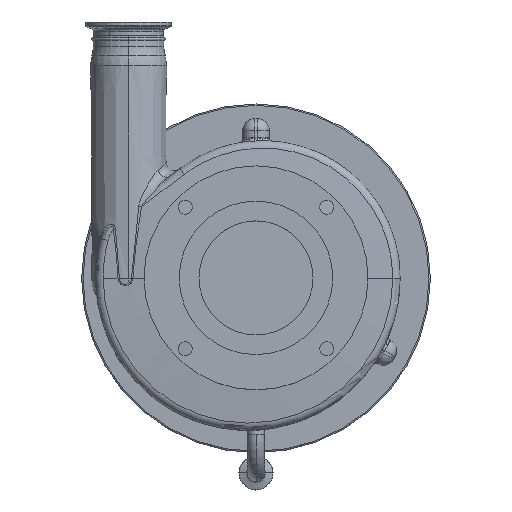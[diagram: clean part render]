
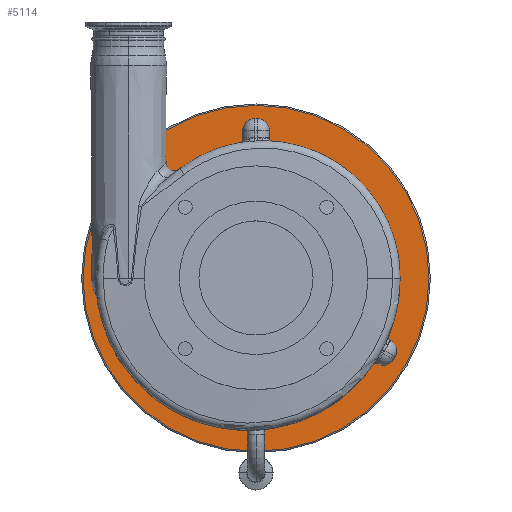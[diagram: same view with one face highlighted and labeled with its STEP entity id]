
A CAD part, top view. The second image highlights one B-rep face of the part: STEP entity #5114.
In plain terms, the highlighted planar face has unit normal (0, 0, 1).
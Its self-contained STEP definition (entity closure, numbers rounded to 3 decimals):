
#156 = CARTESIAN_POINT ( 'NONE',  ( 0., 0., -58.5 ) ) ;
#177 = CARTESIAN_POINT ( 'NONE',  ( 0., 0., -58.5 ) ) ;
#217 = DIRECTION ( 'NONE',  ( 1., 0., 0. ) ) ;
#264 = CARTESIAN_POINT ( 'NONE',  ( -104.397, -54.5, -58.5 ) ) ;
#651 = FACE_OUTER_BOUND ( 'NONE', #13952, .T. ) ;
#894 = FACE_BOUND ( 'NONE', #10331, .T. ) ;
#1186 = AXIS2_PLACEMENT_3D ( 'NONE', #156, #4950, #3767 ) ;
#1689 = CIRCLE ( 'NONE', #1941, 97. ) ;
#1713 = CARTESIAN_POINT ( 'NONE',  ( -10., 109., -58.5 ) ) ;
#1909 = CARTESIAN_POINT ( 'NONE',  ( 0., 109., -58.5 ) ) ;
#1941 = AXIS2_PLACEMENT_3D ( 'NONE', #177, #9696, #5056 ) ;
#1986 = AXIS2_PLACEMENT_3D ( 'NONE', #15477, #3336, #8191 ) ;
#2153 = DIRECTION ( 'NONE',  ( -1., 0., 0. ) ) ;
#2173 = ORIENTED_EDGE ( 'NONE', *, *, #7817, .T. ) ;
#2249 = CARTESIAN_POINT ( 'NONE',  ( 94.397, -54.5, -58.5 ) ) ;
#2481 = DIRECTION ( 'NONE',  ( 0., 0., -1. ) ) ;
#2613 = ORIENTED_EDGE ( 'NONE', *, *, #3017, .T. ) ;
#2786 = ORIENTED_EDGE ( 'NONE', *, *, #9013, .T. ) ;
#2913 = EDGE_LOOP ( 'NONE', ( #14668, #2786 ) ) ;
#3017 = EDGE_CURVE ( 'NONE', #12997, #15801, #5579, .T. ) ;
#3247 = EDGE_CURVE ( 'NONE', #12181, #3367, #4822, .T. ) ;
#3334 = VERTEX_POINT ( 'NONE', #14676 ) ;
#3336 = DIRECTION ( 'NONE',  ( 0., 0., -1. ) ) ;
#3367 = VERTEX_POINT ( 'NONE', #8510 ) ;
#3382 = CARTESIAN_POINT ( 'NONE',  ( 0., 64.295, -58.5 ) ) ;
#3438 = ORIENTED_EDGE ( 'NONE', *, *, #8877, .T. ) ;
#3720 = CIRCLE ( 'NONE', #1186, 129. ) ;
#3767 = DIRECTION ( 'NONE',  ( 1., 0., 0. ) ) ;
#4031 = VERTEX_POINT ( 'NONE', #4136 ) ;
#4136 = CARTESIAN_POINT ( 'NONE',  ( 129., 0., -58.5 ) ) ;
#4573 = FACE_BOUND ( 'NONE', #5895, .T. ) ;
#4774 = CIRCLE ( 'NONE', #1986, 10. ) ;
#4822 = CIRCLE ( 'NONE', #11691, 10. ) ;
#4907 = VERTEX_POINT ( 'NONE', #1713 ) ;
#4950 = DIRECTION ( 'NONE',  ( 0., 0., 1. ) ) ;
#5033 = CIRCLE ( 'NONE', #13968, 10. ) ;
#5056 = DIRECTION ( 'NONE',  ( -1., 0., 0. ) ) ;
#5114 = ADVANCED_FACE ( 'NONE', ( #7999, #5444, #894, #4573, #651 ), #15205, .F. ) ;
#5286 = CARTESIAN_POINT ( 'NONE',  ( 104.397, -54.5, -58.5 ) ) ;
#5444 = FACE_BOUND ( 'NONE', #10148, .T. ) ;
#5527 = DIRECTION ( 'NONE',  ( -1., 0., 0. ) ) ;
#5579 = CIRCLE ( 'NONE', #11186, 10. ) ;
#5895 = EDGE_LOOP ( 'NONE', ( #13801, #10139 ) ) ;
#6083 = ORIENTED_EDGE ( 'NONE', *, *, #3247, .T. ) ;
#6290 = CIRCLE ( 'NONE', #10396, 129. ) ;
#6427 = VERTEX_POINT ( 'NONE', #10932 ) ;
#7219 = ORIENTED_EDGE ( 'NONE', *, *, #8762, .T. ) ;
#7425 = EDGE_CURVE ( 'NONE', #10126, #6427, #1689, .T. ) ;
#7817 = EDGE_CURVE ( 'NONE', #15053, #4031, #3720, .T. ) ;
#7999 = FACE_BOUND ( 'NONE', #2913, .T. ) ;
#8191 = DIRECTION ( 'NONE',  ( -1., 0., 0. ) ) ;
#8207 = DIRECTION ( 'NONE',  ( 0., 0., -1. ) ) ;
#8444 = AXIS2_PLACEMENT_3D ( 'NONE', #13384, #9799, #10984 ) ;
#8473 = DIRECTION ( 'NONE',  ( 0., 0., -1. ) ) ;
#8510 = CARTESIAN_POINT ( 'NONE',  ( 84.397, -54.5, -58.5 ) ) ;
#8762 = EDGE_CURVE ( 'NONE', #3367, #12181, #5033, .T. ) ;
#8877 = EDGE_CURVE ( 'NONE', #4031, #15053, #6290, .T. ) ;
#8992 = CARTESIAN_POINT ( 'NONE',  ( 0., 109., -58.5 ) ) ;
#9013 = EDGE_CURVE ( 'NONE', #4907, #3334, #10159, .T. ) ;
#9074 = DIRECTION ( 'NONE',  ( 0., 0., -1. ) ) ;
#9203 = DIRECTION ( 'NONE',  ( 0., 0., -1. ) ) ;
#9444 = AXIS2_PLACEMENT_3D ( 'NONE', #3382, #9203, #5527 ) ;
#9446 = DIRECTION ( 'NONE',  ( -1., 0., 0. ) ) ;
#9696 = DIRECTION ( 'NONE',  ( 0., 0., -1. ) ) ;
#9757 = DIRECTION ( 'NONE',  ( 0., 0., -1. ) ) ;
#9799 = DIRECTION ( 'NONE',  ( 0., 0., -1. ) ) ;
#9813 = DIRECTION ( 'NONE',  ( -1., 0., 0. ) ) ;
#10061 = EDGE_CURVE ( 'NONE', #6427, #10126, #12513, .T. ) ;
#10126 = VERTEX_POINT ( 'NONE', #13550 ) ;
#10139 = ORIENTED_EDGE ( 'NONE', *, *, #10061, .T. ) ;
#10148 = EDGE_LOOP ( 'NONE', ( #12242, #2613 ) ) ;
#10159 = CIRCLE ( 'NONE', #10928, 10. ) ;
#10331 = EDGE_LOOP ( 'NONE', ( #6083, #7219 ) ) ;
#10396 = AXIS2_PLACEMENT_3D ( 'NONE', #11459, #11243, #217 ) ;
#10897 = EDGE_CURVE ( 'NONE', #3334, #4907, #12520, .T. ) ;
#10928 = AXIS2_PLACEMENT_3D ( 'NONE', #1909, #9074, #2153 ) ;
#10932 = CARTESIAN_POINT ( 'NONE',  ( -97., 0., -58.5 ) ) ;
#10984 = DIRECTION ( 'NONE',  ( -1., 0., 0. ) ) ;
#11186 = AXIS2_PLACEMENT_3D ( 'NONE', #14560, #8473, #9446 ) ;
#11243 = DIRECTION ( 'NONE',  ( 0., 0., 1. ) ) ;
#11459 = CARTESIAN_POINT ( 'NONE',  ( 0., 0., -58.5 ) ) ;
#11542 = CARTESIAN_POINT ( 'NONE',  ( 94.397, -54.5, -58.5 ) ) ;
#11691 = AXIS2_PLACEMENT_3D ( 'NONE', #11542, #8207, #12921 ) ;
#12181 = VERTEX_POINT ( 'NONE', #5286 ) ;
#12242 = ORIENTED_EDGE ( 'NONE', *, *, #14749, .T. ) ;
#12513 = CIRCLE ( 'NONE', #8444, 97. ) ;
#12520 = CIRCLE ( 'NONE', #13316, 10. ) ;
#12921 = DIRECTION ( 'NONE',  ( -1., 0., 0. ) ) ;
#12997 = VERTEX_POINT ( 'NONE', #264 ) ;
#13316 = AXIS2_PLACEMENT_3D ( 'NONE', #8992, #9757, #13425 ) ;
#13384 = CARTESIAN_POINT ( 'NONE',  ( 0., 0., -58.5 ) ) ;
#13425 = DIRECTION ( 'NONE',  ( -1., 0., 0. ) ) ;
#13550 = CARTESIAN_POINT ( 'NONE',  ( 97., 0., -58.5 ) ) ;
#13801 = ORIENTED_EDGE ( 'NONE', *, *, #7425, .T. ) ;
#13859 = CARTESIAN_POINT ( 'NONE',  ( -84.397, -54.5, -58.5 ) ) ;
#13952 = EDGE_LOOP ( 'NONE', ( #3438, #2173 ) ) ;
#13968 = AXIS2_PLACEMENT_3D ( 'NONE', #2249, #2481, #9813 ) ;
#14560 = CARTESIAN_POINT ( 'NONE',  ( -94.397, -54.5, -58.5 ) ) ;
#14668 = ORIENTED_EDGE ( 'NONE', *, *, #10897, .T. ) ;
#14676 = CARTESIAN_POINT ( 'NONE',  ( 10., 109., -58.5 ) ) ;
#14749 = EDGE_CURVE ( 'NONE', #15801, #12997, #4774, .T. ) ;
#15053 = VERTEX_POINT ( 'NONE', #15655 ) ;
#15205 = PLANE ( 'NONE',  #9444 ) ;
#15477 = CARTESIAN_POINT ( 'NONE',  ( -94.397, -54.5, -58.5 ) ) ;
#15655 = CARTESIAN_POINT ( 'NONE',  ( -129., 0., -58.5 ) ) ;
#15801 = VERTEX_POINT ( 'NONE', #13859 ) ;
